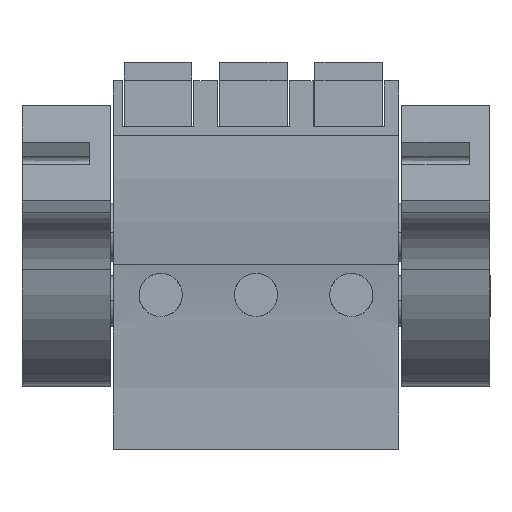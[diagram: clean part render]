
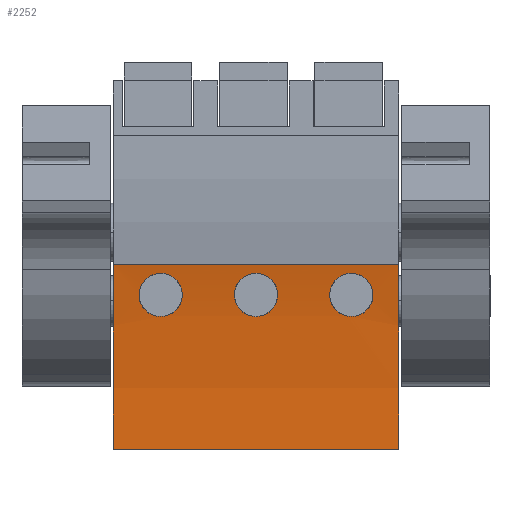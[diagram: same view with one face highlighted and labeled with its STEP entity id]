
A CAD part, top view. The second image highlights one B-rep face of the part: STEP entity #2252.
In plain terms, the highlighted cylindrical face has radius 48 mm (diameter 96 mm), a partial arc.
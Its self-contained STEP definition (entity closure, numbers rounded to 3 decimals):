
#165=AXIS2_PLACEMENT_3D('Circle Axis2P3D',#163,#164,$) ;
#2124=AXIS2_PLACEMENT_3D('Cylinder Axis2P3D',#2121,#2122,#2123) ;
#2135=AXIS2_PLACEMENT_3D('Circle Axis2P3D',#2133,#2134,$) ;
#160=CARTESIAN_POINT('Vertex',(4.85,0.,24.859)) ;
#163=CARTESIAN_POINT('Axis2P3D Location',(4.85,0.92,72.85)) ;
#167=CARTESIAN_POINT('Vertex',(4.85,9.844,25.687)) ;
#2102=CARTESIAN_POINT('Line Origine',(9.32,9.844,25.687)) ;
#2106=CARTESIAN_POINT('Vertex',(20.09,9.844,25.687)) ;
#2121=CARTESIAN_POINT('Axis2P3D Location',(9.32,0.92,72.85)) ;
#2126=CARTESIAN_POINT('Line Origine',(9.32,0.,24.859)) ;
#2130=CARTESIAN_POINT('Vertex',(20.09,0.,24.859)) ;
#2133=CARTESIAN_POINT('Axis2P3D Location',(20.09,0.92,72.85)) ;
#2145=CARTESIAN_POINT('Control Point',(7.39,9.391,25.603)) ;
#2146=CARTESIAN_POINT('Control Point',(7.686,9.391,25.603)) ;
#2147=CARTESIAN_POINT('Control Point',(7.983,9.296,25.586)) ;
#2148=CARTESIAN_POINT('Control Point',(8.236,9.105,25.552)) ;
#2149=CARTESIAN_POINT('Control Point',(8.497,8.723,25.487)) ;
#2150=CARTESIAN_POINT('Control Point',(8.556,8.281,25.417)) ;
#2151=CARTESIAN_POINT('Control Point',(8.552,8.13,25.394)) ;
#2152=CARTESIAN_POINT('Control Point',(8.471,7.705,25.331)) ;
#2153=CARTESIAN_POINT('Control Point',(8.201,7.346,25.281)) ;
#2154=CARTESIAN_POINT('Control Point',(7.955,7.172,25.259)) ;
#2155=CARTESIAN_POINT('Control Point',(7.673,7.085,25.248)) ;
#2156=CARTESIAN_POINT('Control Point',(7.39,7.085,25.248)) ;
#2157=CARTESIAN_POINT('Vertex',(7.39,9.391,25.603)) ;
#2159=CARTESIAN_POINT('Vertex',(7.39,7.085,25.248)) ;
#2163=CARTESIAN_POINT('Control Point',(7.39,9.391,25.603)) ;
#2164=CARTESIAN_POINT('Control Point',(7.094,9.391,25.603)) ;
#2165=CARTESIAN_POINT('Control Point',(6.797,9.296,25.586)) ;
#2166=CARTESIAN_POINT('Control Point',(6.544,9.105,25.552)) ;
#2167=CARTESIAN_POINT('Control Point',(6.283,8.723,25.487)) ;
#2168=CARTESIAN_POINT('Control Point',(6.224,8.281,25.417)) ;
#2169=CARTESIAN_POINT('Control Point',(6.228,8.13,25.394)) ;
#2170=CARTESIAN_POINT('Control Point',(6.309,7.705,25.331)) ;
#2171=CARTESIAN_POINT('Control Point',(6.579,7.346,25.281)) ;
#2172=CARTESIAN_POINT('Control Point',(6.825,7.172,25.259)) ;
#2173=CARTESIAN_POINT('Control Point',(7.107,7.085,25.248)) ;
#2174=CARTESIAN_POINT('Control Point',(7.39,7.085,25.248)) ;
#2181=CARTESIAN_POINT('Control Point',(12.47,9.391,25.603)) ;
#2182=CARTESIAN_POINT('Control Point',(12.766,9.391,25.603)) ;
#2183=CARTESIAN_POINT('Control Point',(13.063,9.296,25.586)) ;
#2184=CARTESIAN_POINT('Control Point',(13.316,9.105,25.552)) ;
#2185=CARTESIAN_POINT('Control Point',(13.577,8.723,25.487)) ;
#2186=CARTESIAN_POINT('Control Point',(13.636,8.281,25.417)) ;
#2187=CARTESIAN_POINT('Control Point',(13.632,8.13,25.394)) ;
#2188=CARTESIAN_POINT('Control Point',(13.551,7.705,25.331)) ;
#2189=CARTESIAN_POINT('Control Point',(13.281,7.346,25.281)) ;
#2190=CARTESIAN_POINT('Control Point',(13.035,7.172,25.259)) ;
#2191=CARTESIAN_POINT('Control Point',(12.753,7.085,25.248)) ;
#2192=CARTESIAN_POINT('Control Point',(12.47,7.085,25.248)) ;
#2193=CARTESIAN_POINT('Vertex',(12.47,9.391,25.603)) ;
#2195=CARTESIAN_POINT('Vertex',(12.47,7.085,25.248)) ;
#2199=CARTESIAN_POINT('Control Point',(12.47,9.391,25.603)) ;
#2200=CARTESIAN_POINT('Control Point',(12.174,9.391,25.603)) ;
#2201=CARTESIAN_POINT('Control Point',(11.877,9.296,25.586)) ;
#2202=CARTESIAN_POINT('Control Point',(11.624,9.105,25.552)) ;
#2203=CARTESIAN_POINT('Control Point',(11.363,8.723,25.487)) ;
#2204=CARTESIAN_POINT('Control Point',(11.304,8.281,25.417)) ;
#2205=CARTESIAN_POINT('Control Point',(11.308,8.13,25.394)) ;
#2206=CARTESIAN_POINT('Control Point',(11.389,7.705,25.331)) ;
#2207=CARTESIAN_POINT('Control Point',(11.659,7.346,25.281)) ;
#2208=CARTESIAN_POINT('Control Point',(11.905,7.172,25.259)) ;
#2209=CARTESIAN_POINT('Control Point',(12.187,7.085,25.248)) ;
#2210=CARTESIAN_POINT('Control Point',(12.47,7.085,25.248)) ;
#2217=CARTESIAN_POINT('Control Point',(17.55,9.391,25.603)) ;
#2218=CARTESIAN_POINT('Control Point',(17.254,9.391,25.603)) ;
#2219=CARTESIAN_POINT('Control Point',(16.957,9.296,25.586)) ;
#2220=CARTESIAN_POINT('Control Point',(16.704,9.105,25.552)) ;
#2221=CARTESIAN_POINT('Control Point',(16.443,8.723,25.487)) ;
#2222=CARTESIAN_POINT('Control Point',(16.384,8.281,25.417)) ;
#2223=CARTESIAN_POINT('Control Point',(16.388,8.13,25.394)) ;
#2224=CARTESIAN_POINT('Control Point',(16.469,7.705,25.331)) ;
#2225=CARTESIAN_POINT('Control Point',(16.739,7.346,25.281)) ;
#2226=CARTESIAN_POINT('Control Point',(16.985,7.172,25.259)) ;
#2227=CARTESIAN_POINT('Control Point',(17.267,7.085,25.248)) ;
#2228=CARTESIAN_POINT('Control Point',(17.55,7.085,25.248)) ;
#2229=CARTESIAN_POINT('Vertex',(17.55,9.391,25.603)) ;
#2231=CARTESIAN_POINT('Vertex',(17.55,7.085,25.248)) ;
#2235=CARTESIAN_POINT('Control Point',(17.55,9.391,25.603)) ;
#2236=CARTESIAN_POINT('Control Point',(17.846,9.391,25.603)) ;
#2237=CARTESIAN_POINT('Control Point',(18.143,9.296,25.586)) ;
#2238=CARTESIAN_POINT('Control Point',(18.396,9.105,25.552)) ;
#2239=CARTESIAN_POINT('Control Point',(18.657,8.723,25.487)) ;
#2240=CARTESIAN_POINT('Control Point',(18.716,8.281,25.417)) ;
#2241=CARTESIAN_POINT('Control Point',(18.712,8.13,25.394)) ;
#2242=CARTESIAN_POINT('Control Point',(18.631,7.705,25.331)) ;
#2243=CARTESIAN_POINT('Control Point',(18.361,7.346,25.281)) ;
#2244=CARTESIAN_POINT('Control Point',(18.115,7.172,25.259)) ;
#2245=CARTESIAN_POINT('Control Point',(17.833,7.085,25.248)) ;
#2246=CARTESIAN_POINT('Control Point',(17.55,7.085,25.248)) ;
#164=DIRECTION('Axis2P3D Direction',(1.,0.,0.)) ;
#2103=DIRECTION('Vector Direction',(1.,0.,0.)) ;
#2122=DIRECTION('Axis2P3D Direction',(1.,0.,0.)) ;
#2123=DIRECTION('Axis2P3D XDirection',(0.,-0.019,-1.)) ;
#2127=DIRECTION('Vector Direction',(1.,0.,0.)) ;
#2134=DIRECTION('Axis2P3D Direction',(1.,0.,0.)) ;
#2104=VECTOR('Line Direction',#2103,1.) ;
#2128=VECTOR('Line Direction',#2127,1.) ;
#2139=ORIENTED_EDGE('',*,*,#169,.F.) ;
#2140=ORIENTED_EDGE('',*,*,#2132,.F.) ;
#2141=ORIENTED_EDGE('',*,*,#2137,.F.) ;
#2142=ORIENTED_EDGE('',*,*,#2108,.T.) ;
#2177=ORIENTED_EDGE('',*,*,#2161,.T.) ;
#2178=ORIENTED_EDGE('',*,*,#2175,.F.) ;
#2213=ORIENTED_EDGE('',*,*,#2197,.T.) ;
#2214=ORIENTED_EDGE('',*,*,#2211,.F.) ;
#2249=ORIENTED_EDGE('',*,*,#2233,.F.) ;
#2250=ORIENTED_EDGE('',*,*,#2247,.T.) ;
#2179=FACE_BOUND('',#2176,.T.) ;
#2215=FACE_BOUND('',#2212,.T.) ;
#2251=FACE_BOUND('',#2248,.T.) ;
#2252=ADVANCED_FACE('HOUSING',(#2143,#2179,#2215,#2251),#2125,.F.) ;
#2144=B_SPLINE_CURVE_WITH_KNOTS('',5,(#2145,#2146,#2147,#2148,#2149,#2150,#2151,#2152,#2153,#2154,#2155,#2156),.UNSPECIFIED.,.F.,.U.,(6,3,3,6),(0.,2.095,3.154,5.152),.UNSPECIFIED.) ;
#2162=B_SPLINE_CURVE_WITH_KNOTS('',5,(#2163,#2164,#2165,#2166,#2167,#2168,#2169,#2170,#2171,#2172,#2173,#2174),.UNSPECIFIED.,.F.,.U.,(6,3,3,6),(0.,2.095,3.154,5.152),.UNSPECIFIED.) ;
#2180=B_SPLINE_CURVE_WITH_KNOTS('',5,(#2181,#2182,#2183,#2184,#2185,#2186,#2187,#2188,#2189,#2190,#2191,#2192),.UNSPECIFIED.,.F.,.U.,(6,3,3,6),(0.,2.095,3.154,5.152),.UNSPECIFIED.) ;
#2198=B_SPLINE_CURVE_WITH_KNOTS('',5,(#2199,#2200,#2201,#2202,#2203,#2204,#2205,#2206,#2207,#2208,#2209,#2210),.UNSPECIFIED.,.F.,.U.,(6,3,3,6),(0.,2.095,3.154,5.152),.UNSPECIFIED.) ;
#2216=B_SPLINE_CURVE_WITH_KNOTS('',5,(#2217,#2218,#2219,#2220,#2221,#2222,#2223,#2224,#2225,#2226,#2227,#2228),.UNSPECIFIED.,.F.,.U.,(6,3,3,6),(0.,2.095,3.154,5.152),.UNSPECIFIED.) ;
#2234=B_SPLINE_CURVE_WITH_KNOTS('',5,(#2235,#2236,#2237,#2238,#2239,#2240,#2241,#2242,#2243,#2244,#2245,#2246),.UNSPECIFIED.,.F.,.U.,(6,3,3,6),(0.,2.095,3.154,5.152),.UNSPECIFIED.) ;
#166=CIRCLE('generated circle',#165,48.) ;
#2136=CIRCLE('generated circle',#2135,48.) ;
#2125=CYLINDRICAL_SURFACE('generated cylinder',#2124,48.) ;
#169=EDGE_CURVE('',#161,#168,#166,.T.) ;
#2108=EDGE_CURVE('',#2107,#168,#2105,.F.) ;
#2132=EDGE_CURVE('',#2131,#161,#2129,.F.) ;
#2137=EDGE_CURVE('',#2107,#2131,#2136,.F.) ;
#2161=EDGE_CURVE('',#2158,#2160,#2144,.T.) ;
#2175=EDGE_CURVE('',#2158,#2160,#2162,.T.) ;
#2197=EDGE_CURVE('',#2194,#2196,#2180,.T.) ;
#2211=EDGE_CURVE('',#2194,#2196,#2198,.T.) ;
#2233=EDGE_CURVE('',#2230,#2232,#2216,.T.) ;
#2247=EDGE_CURVE('',#2230,#2232,#2234,.T.) ;
#2138=EDGE_LOOP('',(#2139,#2140,#2141,#2142)) ;
#2176=EDGE_LOOP('',(#2177,#2178)) ;
#2212=EDGE_LOOP('',(#2213,#2214)) ;
#2248=EDGE_LOOP('',(#2249,#2250)) ;
#2143=FACE_OUTER_BOUND('',#2138,.T.) ;
#2105=LINE('Line',#2102,#2104) ;
#2129=LINE('Line',#2126,#2128) ;
#161=VERTEX_POINT('',#160) ;
#168=VERTEX_POINT('',#167) ;
#2107=VERTEX_POINT('',#2106) ;
#2131=VERTEX_POINT('',#2130) ;
#2158=VERTEX_POINT('',#2157) ;
#2160=VERTEX_POINT('',#2159) ;
#2194=VERTEX_POINT('',#2193) ;
#2196=VERTEX_POINT('',#2195) ;
#2230=VERTEX_POINT('',#2229) ;
#2232=VERTEX_POINT('',#2231) ;
